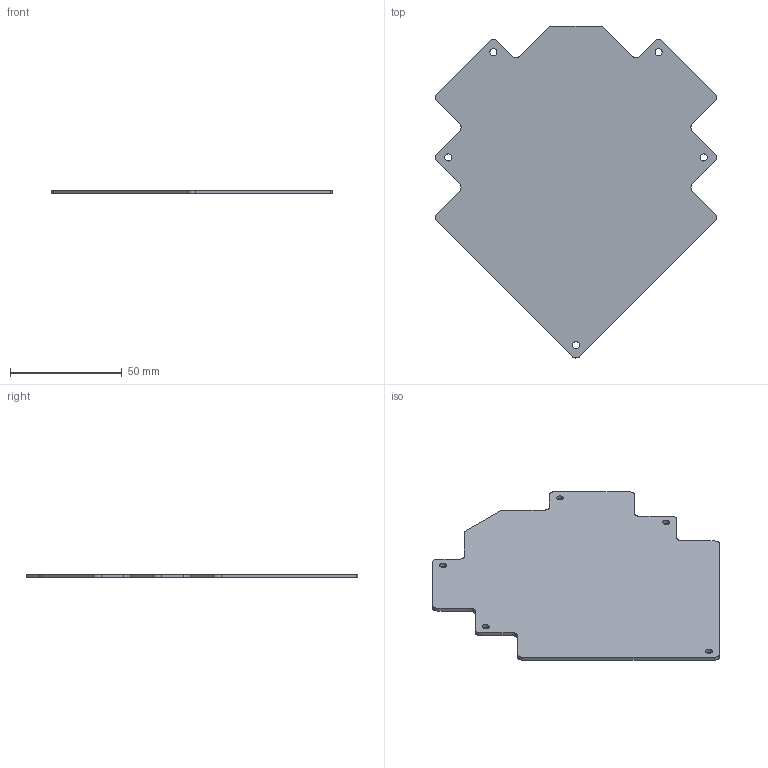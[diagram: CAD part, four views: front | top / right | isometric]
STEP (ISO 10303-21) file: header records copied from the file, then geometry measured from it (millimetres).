
FILE_DESCRIPTION(('KiCad electronic assembly'),'2;1');
FILE_NAME('herringbone_base_layer.step','2022-02-11T23:47:31',('Pcbnew') ,('Kicad'),'Open CASCADE STEP processor 7.5','KiCad to STEP converter' ,'Unknown');
FILE_SCHEMA(('AUTOMOTIVE_DESIGN { 1 0 10303 214 1 1 1 1 }'));
Length unit declared in the file: millimetre
Products named in the file (2): herringbone_base_layer 1; herringbone_base_layer PCB
Assembly tree (1 placements, depth 2):
  herringbone_base_layer 1
    herringbone_base_layer PCB
Bounding box: 125.98 x 148.86 x 1.6 mm (x, y, z)
Volume: 20610.7 mm3; surface area: 26626.6 mm2
Topology: 1 solids, 1 shells, 39 faces, 111 edges, 74 vertices
Faces by surface type: cylinder 20, plane 19
Full cylindrical faces by diameter (mm): 3.2 x5
Entity records: 2915 total; most frequent: CARTESIAN_POINT 688, DIRECTION 415, LINE 253, VECTOR 253, ORIENTED_EDGE 222, PCURVE 222, DEFINITIONAL_REPRESENTATION 222, EDGE_CURVE 111
